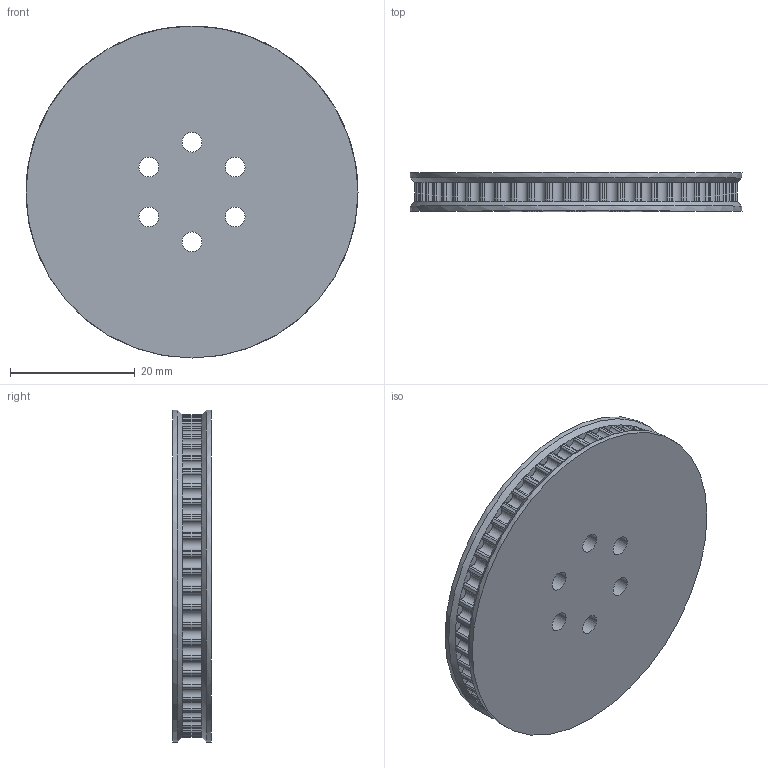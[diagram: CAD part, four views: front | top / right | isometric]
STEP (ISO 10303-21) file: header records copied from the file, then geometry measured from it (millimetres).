
FILE_DESCRIPTION(/* description */ ('STEP AP242','CAx-IF Rec.Pracs.---Representation and Presentation of Product Manufacturing Information (PMI)---4.0---2014-10-13','CAx-IF Rec.Pracs.---3D Tessellated Geometry---0.4---2014-09-14','2;1'),/* implementation_level */ '2;1');
FILE_NAME(/* name */ '667145e8cea1a72da8eac490',/* time_stamp */ '2024-06-18T08:31:37Z',/* author */ (''),/* organization */ (''),/* preprocessor_version */ 'ST-DEVELOPER v20',/* originating_system */ ' ',/* authorisation */ ' ');
FILE_SCHEMA (('AP242_MANAGED_MODEL_BASED_3D_ENGINEERING_MIM_LF { 1 0 10303 442 1 1 4 }'));
Length unit declared in the file: metre
Products named in the file (1): 55T GT2 Pulley 3mm Wide
Bounding box: 53.28 x 6.17 x 53.28 mm (x, y, z)
Volume: 12708.1 mm3; surface area: 6240.1 mm2
Topology: 1 solids, 1 shells, 342 faces, 804 edges, 464 vertices
Faces by surface type: cylinder 228, plane 112, cone 2
Full cylindrical faces by diameter (mm): 3.18 x6, 53.283 x2
Entity records: 9790 total; most frequent: DIRECTION 2038, CARTESIAN_POINT 1585, ORIENTED_EDGE 1572, AXIS2_PLACEMENT_3D 909, EDGE_CURVE 786, CIRCLE 566, VERTEX_POINT 456, EDGE_LOOP 364
